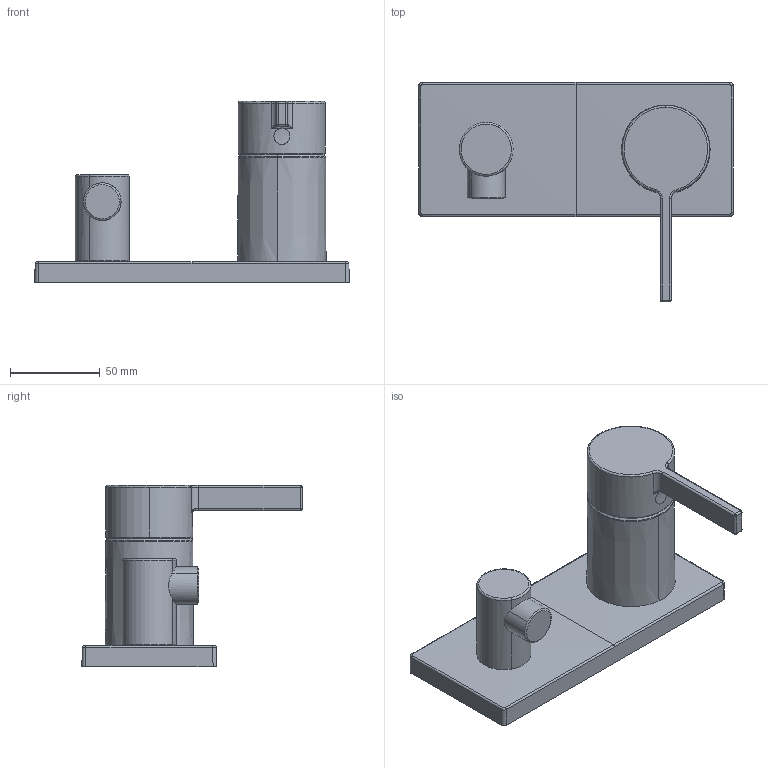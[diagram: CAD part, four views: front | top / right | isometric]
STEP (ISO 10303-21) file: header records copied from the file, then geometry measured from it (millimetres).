
FILE_DESCRIPTION (( 'STEP AP203' ), '1' );
FILE_NAME ('57639583(2020).STEP', '2020-02-18T13:08:46', ( '' ), ( '' ), 'SwSTEP 2.0', 'SolidWorks 2016', '' );
FILE_SCHEMA (( 'CONFIG_CONTROL_DESIGN' ));
Length unit declared in the file: millimetre
Products named in the file (1): 57639583(2020)
Bounding box: 175 x 122.55 x 100.86 mm (x, y, z)
Volume: 364298.5 mm3; surface area: 53460.9 mm2
Topology: 1 solids, 1 shells, 74 faces, 168 edges, 94 vertices
Faces by surface type: bspline 28, cylinder 22, plane 14, cone 4, torus 4, sphere 2
Entity records: 3219 total; most frequent: CARTESIAN_POINT 1697, ORIENTED_EDGE 324, DIRECTION 265, EDGE_CURVE 162, AXIS2_PLACEMENT_3D 110, VERTEX_POINT 94, EDGE_LOOP 78, ADVANCED_FACE 74
